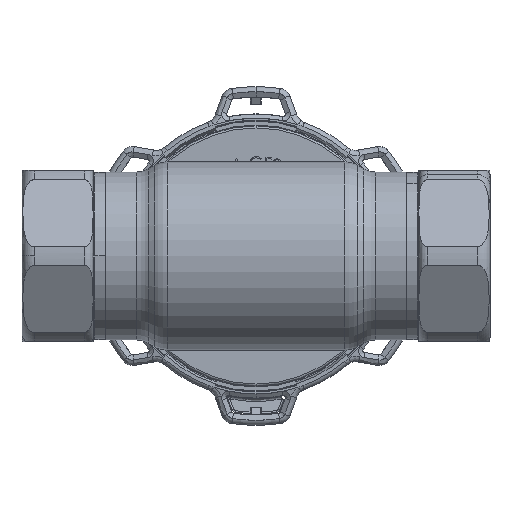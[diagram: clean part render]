
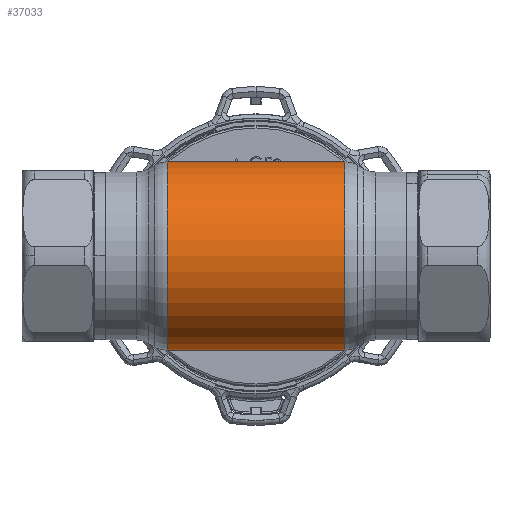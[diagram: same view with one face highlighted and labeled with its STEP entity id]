
A CAD part, front view. The second image highlights one B-rep face of the part: STEP entity #37033.
In plain terms, the highlighted cylindrical face has radius 22.5 mm (diameter 45 mm), a partial arc.
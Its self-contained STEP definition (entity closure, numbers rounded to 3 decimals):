
#269 = CARTESIAN_POINT ( 'NONE',  ( -21.285, 0., 22.5 ) ) ;
#409 = DIRECTION ( 'NONE',  ( -1., 0., 0. ) ) ;
#806 = CARTESIAN_POINT ( 'NONE',  ( -62.69, 0., 0. ) ) ;
#1547 = LINE ( 'NONE', #10700, #28645 ) ;
#2425 = EDGE_CURVE ( 'NONE', #24437, #14817, #1547, .T. ) ;
#3678 = DIRECTION ( 'NONE',  ( -1., 0., 0. ) ) ;
#5596 = DIRECTION ( 'NONE',  ( -1., 0., 0. ) ) ;
#10537 = CARTESIAN_POINT ( 'NONE',  ( 21.285, 0., 22.5 ) ) ;
#10700 = CARTESIAN_POINT ( 'NONE',  ( -62.69, 0., 22.5 ) ) ;
#14311 = CARTESIAN_POINT ( 'NONE',  ( 21.285, 0., -22.5 ) ) ;
#14467 = AXIS2_PLACEMENT_3D ( 'NONE', #14546, #24065, #36456 ) ;
#14546 = CARTESIAN_POINT ( 'NONE',  ( 21.285, 0., 0. ) ) ;
#14817 = VERTEX_POINT ( 'NONE', #269 ) ;
#15080 = CIRCLE ( 'NONE', #15720, 22.5 ) ;
#15720 = AXIS2_PLACEMENT_3D ( 'NONE', #37548, #409, #36958 ) ;
#16244 = CYLINDRICAL_SURFACE ( 'NONE', #38314, 22.5 ) ;
#16317 = EDGE_CURVE ( 'NONE', #20942, #24437, #31961, .T. ) ;
#18657 = EDGE_CURVE ( 'NONE', #27905, #14817, #15080, .T. ) ;
#18698 = DIRECTION ( 'NONE',  ( 0., 0., 1. ) ) ;
#18757 = LINE ( 'NONE', #30761, #28872 ) ;
#20942 = VERTEX_POINT ( 'NONE', #14311 ) ;
#22130 = FACE_OUTER_BOUND ( 'NONE', #24947, .T. ) ;
#22800 = CARTESIAN_POINT ( 'NONE',  ( -21.285, 0., -22.5 ) ) ;
#23070 = DIRECTION ( 'NONE',  ( -1., 0., 0. ) ) ;
#24065 = DIRECTION ( 'NONE',  ( -1., 0., 0. ) ) ;
#24437 = VERTEX_POINT ( 'NONE', #10537 ) ;
#24947 = EDGE_LOOP ( 'NONE', ( #31290, #33919, #38583, #28137 ) ) ;
#27274 = EDGE_CURVE ( 'NONE', #20942, #27905, #18757, .T. ) ;
#27905 = VERTEX_POINT ( 'NONE', #22800 ) ;
#28137 = ORIENTED_EDGE ( 'NONE', *, *, #18657, .F. ) ;
#28645 = VECTOR ( 'NONE', #23070, 1000. ) ;
#28872 = VECTOR ( 'NONE', #5596, 1000. ) ;
#30761 = CARTESIAN_POINT ( 'NONE',  ( -62.69, 0., -22.5 ) ) ;
#31290 = ORIENTED_EDGE ( 'NONE', *, *, #27274, .F. ) ;
#31961 = CIRCLE ( 'NONE', #14467, 22.5 ) ;
#33919 = ORIENTED_EDGE ( 'NONE', *, *, #16317, .T. ) ;
#36456 = DIRECTION ( 'NONE',  ( 0., 0., 1. ) ) ;
#36958 = DIRECTION ( 'NONE',  ( 0., 0., 1. ) ) ;
#37033 = ADVANCED_FACE ( 'NONE', ( #22130 ), #16244, .T. ) ;
#37548 = CARTESIAN_POINT ( 'NONE',  ( -21.285, 0., 0. ) ) ;
#38314 = AXIS2_PLACEMENT_3D ( 'NONE', #806, #3678, #18698 ) ;
#38583 = ORIENTED_EDGE ( 'NONE', *, *, #2425, .T. ) ;
